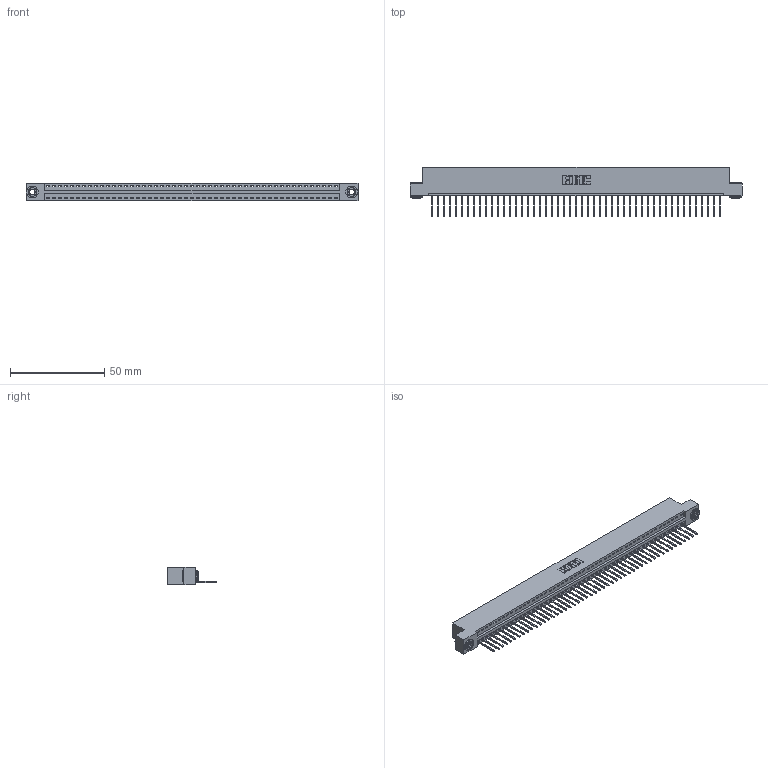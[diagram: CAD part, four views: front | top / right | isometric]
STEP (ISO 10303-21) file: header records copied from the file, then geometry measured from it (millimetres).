
FILE_DESCRIPTION (( 'STEP AP203' ), '1' );
FILE_NAME ('396-049-522-103.STEP', '2019-10-28T05:26:56', ( '' ), ( '' ), 'SwSTEP 2.0', 'SolidWorks 2016', '' );
FILE_SCHEMA (( 'CONFIG_CONTROL_DESIGN' ));
Length unit declared in the file: inch
Products named in the file (4): 345-292-001_345-293-122; 345-250-002_345-250-002-102; 346 Part_Flush Mounting Lugs - 0.156 Dia-TH; 396-049-522-103
Assembly tree (52 placements, depth 2):
  396-049-522-103
    346 Part_Flush Mounting Lugs - 0.156 Dia-TH
    345-292-001_345-293-122  x49
    345-250-002_345-250-002-102  x2
Bounding box: 176.15 x 26.42 x 9.4 mm (x, y, z)
Volume: 16935.1 mm3; surface area: 21641.8 mm2
Topology: 52 solids, 52 shells, 3002 faces, 9029 edges, 5950 vertices
Faces by surface type: plane 2046, cylinder 948, cone 8
Entity records: 30136 total; most frequent: CARTESIAN_POINT 5142, ORIENTED_EDGE 5118, DIRECTION 4559, EDGE_CURVE 2559, VECTOR 2207, LINE 2207, VERTEX_POINT 1702, AXIS2_PLACEMENT_3D 1176
